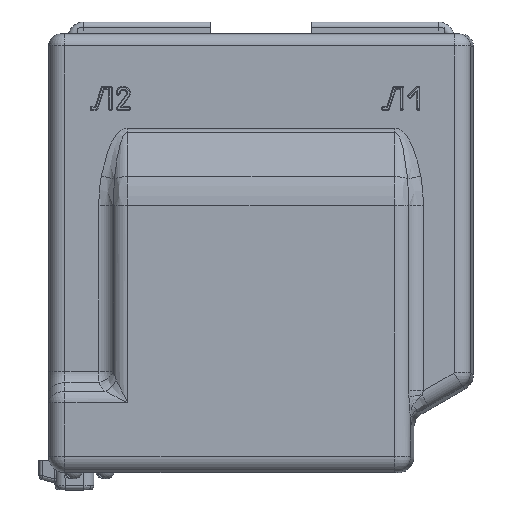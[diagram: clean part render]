
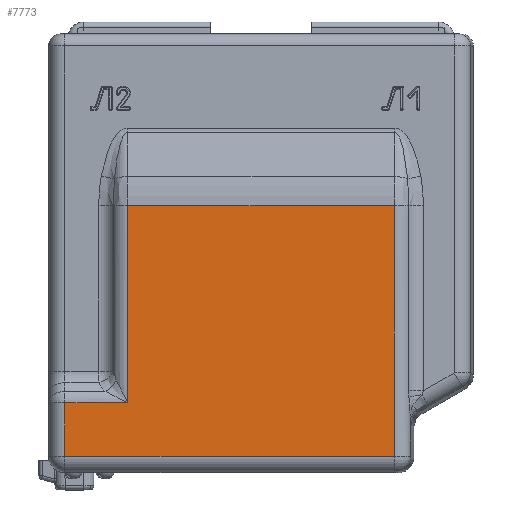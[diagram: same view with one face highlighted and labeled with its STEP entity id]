
A CAD part, top view. The second image highlights one B-rep face of the part: STEP entity #7773.
In plain terms, the highlighted planar face has unit normal (0, 0, 1).
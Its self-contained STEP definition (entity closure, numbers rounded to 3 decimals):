
#1173 = EDGE_CURVE ( 'NONE', #3671, #23205, #5332, .T. ) ;
#1187 = EDGE_CURVE ( 'NONE', #12034, #23266, #5394, .T. ) ;
#1213 = EDGE_CURVE ( 'NONE', #23266, #3671, #5408, .T. ) ;
#1253 = EDGE_CURVE ( 'NONE', #23217, #23215, #5457, .T. ) ;
#1265 = EDGE_CURVE ( 'NONE', #23205, #23217, #5486, .T. ) ;
#1290 = EDGE_CURVE ( 'NONE', #23215, #12034, #5540, .T. ) ;
#2344 = ORIENTED_EDGE ( 'NONE', *, *, #1187, .T. ) ;
#2348 = ORIENTED_EDGE ( 'NONE', *, *, #1290, .T. ) ;
#2350 = ORIENTED_EDGE ( 'NONE', *, *, #1253, .T. ) ;
#2362 = ORIENTED_EDGE ( 'NONE', *, *, #1265, .T. ) ;
#2378 = ORIENTED_EDGE ( 'NONE', *, *, #1213, .T. ) ;
#2400 = ORIENTED_EDGE ( 'NONE', *, *, #1173, .T. ) ;
#3671 = VERTEX_POINT ( 'NONE', #25166 ) ;
#5332 = LINE ( 'NONE', #9707, #5380 ) ;
#5380 = VECTOR ( 'NONE', #9708, 1000. ) ;
#5394 = LINE ( 'NONE', #9734, #5426 ) ;
#5408 = LINE ( 'NONE', #11566, #5437 ) ;
#5426 = VECTOR ( 'NONE', #9714, 1000. ) ;
#5437 = VECTOR ( 'NONE', #11572, 1000. ) ;
#5457 = LINE ( 'NONE', #20057, #5508 ) ;
#5486 = LINE ( 'NONE', #19447, #5500 ) ;
#5500 = VECTOR ( 'NONE', #19411, 1000. ) ;
#5508 = VECTOR ( 'NONE', #20075, 1000. ) ;
#5540 = LINE ( 'NONE', #21631, #5564 ) ;
#5564 = VECTOR ( 'NONE', #21636, 1000. ) ;
#7773 = ADVANCED_FACE ( 'NONE', ( #17300 ), #16372, .F. ) ;
#8862 = CARTESIAN_POINT ( 'NONE',  ( -66.269, 34.686, 74. ) ) ;
#9376 = CARTESIAN_POINT ( 'NONE',  ( -66.269, 132.662, 74. ) ) ;
#9413 = CARTESIAN_POINT ( 'NONE',  ( 66.269, 8., 74. ) ) ;
#9415 = CARTESIAN_POINT ( 'NONE',  ( 66.269, 132.662, 74. ) ) ;
#9459 = CARTESIAN_POINT ( 'NONE',  ( -97.5, 34.686, 74. ) ) ;
#9707 = CARTESIAN_POINT ( 'NONE',  ( -105.5, 8., 74. ) ) ;
#9708 = DIRECTION ( 'NONE',  ( 1., 0., 0. ) ) ;
#9714 = DIRECTION ( 'NONE',  ( -1., 0., 0. ) ) ;
#9734 = CARTESIAN_POINT ( 'NONE',  ( -97.5, 34.686, 74. ) ) ;
#10072 = EDGE_LOOP ( 'NONE', ( #2378, #2400, #2362, #2350, #2348, #2344 ) ) ;
#11566 = CARTESIAN_POINT ( 'NONE',  ( -97.5, 218., 74. ) ) ;
#11572 = DIRECTION ( 'NONE',  ( 0., -1., 0. ) ) ;
#12034 = VERTEX_POINT ( 'NONE', #8862 ) ;
#12111 = AXIS2_PLACEMENT_3D ( 'NONE', #16356, #16387, #16403 ) ;
#16356 = CARTESIAN_POINT ( 'NONE',  ( -105.5, 218., 74. ) ) ;
#16372 = PLANE ( 'NONE',  #12111 ) ;
#16387 = DIRECTION ( 'NONE',  ( 0., 0., -1. ) ) ;
#16403 = DIRECTION ( 'NONE',  ( -1., 0., 0. ) ) ;
#17300 = FACE_OUTER_BOUND ( 'NONE', #10072, .T. ) ;
#19411 = DIRECTION ( 'NONE',  ( 0., 1., 0. ) ) ;
#19447 = CARTESIAN_POINT ( 'NONE',  ( 66.269, 218., 74. ) ) ;
#20057 = CARTESIAN_POINT ( 'NONE',  ( -105.5, 132.662, 74. ) ) ;
#20075 = DIRECTION ( 'NONE',  ( -1., 0., 0. ) ) ;
#21631 = CARTESIAN_POINT ( 'NONE',  ( -66.269, 218., 74. ) ) ;
#21636 = DIRECTION ( 'NONE',  ( 0., -1., 0. ) ) ;
#23205 = VERTEX_POINT ( 'NONE', #9413 ) ;
#23215 = VERTEX_POINT ( 'NONE', #9376 ) ;
#23217 = VERTEX_POINT ( 'NONE', #9415 ) ;
#23266 = VERTEX_POINT ( 'NONE', #9459 ) ;
#25166 = CARTESIAN_POINT ( 'NONE',  ( -97.5, 8., 74. ) ) ;
